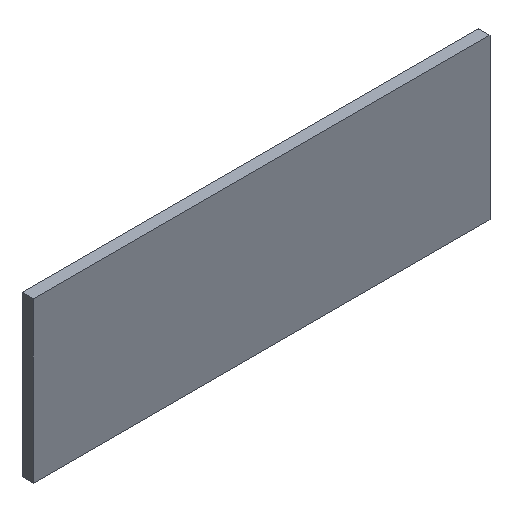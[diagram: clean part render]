
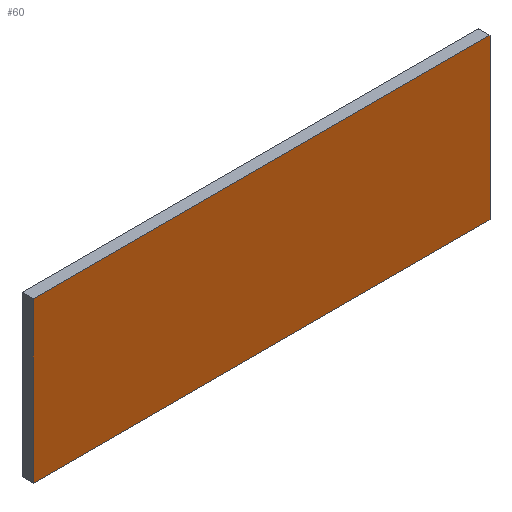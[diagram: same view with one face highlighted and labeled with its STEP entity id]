
A CAD part, isometric view. The second image highlights one B-rep face of the part: STEP entity #60.
In plain terms, the highlighted planar face has unit normal (0, -1, 0).
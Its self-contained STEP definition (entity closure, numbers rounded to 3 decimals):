
#1 = VECTOR ( 'NONE', #55, 1000. ) ;
#2 = ORIENTED_EDGE ( 'NONE', *, *, #130, .F. ) ;
#17 = VERTEX_POINT ( 'NONE', #65 ) ;
#21 = DIRECTION ( 'NONE',  ( 1., 0., 0. ) ) ;
#28 = CARTESIAN_POINT ( 'NONE',  ( 10., 0., -3.5 ) ) ;
#40 = EDGE_LOOP ( 'NONE', ( #86, #2, #95, #181 ) ) ;
#43 = CARTESIAN_POINT ( 'NONE',  ( -10., 0., 3.5 ) ) ;
#44 = CARTESIAN_POINT ( 'NONE',  ( 10., 0., 3.5 ) ) ;
#48 = FACE_OUTER_BOUND ( 'NONE', #40, .T. ) ;
#51 = LINE ( 'NONE', #100, #186 ) ;
#54 = DIRECTION ( 'NONE',  ( 0., 0., -1. ) ) ;
#55 = DIRECTION ( 'NONE',  ( -1., 0., 0. ) ) ;
#56 = VECTOR ( 'NONE', #139, 1000. ) ;
#60 = ADVANCED_FACE ( 'NONE', ( #48 ), #114, .F. ) ;
#65 = CARTESIAN_POINT ( 'NONE',  ( -10., 0., 3.5 ) ) ;
#74 = VECTOR ( 'NONE', #54, 1000. ) ;
#75 = DIRECTION ( 'NONE',  ( 0., 1., 0. ) ) ;
#80 = CARTESIAN_POINT ( 'NONE',  ( 10., 0., 3.5 ) ) ;
#86 = ORIENTED_EDGE ( 'NONE', *, *, #185, .F. ) ;
#95 = ORIENTED_EDGE ( 'NONE', *, *, #156, .F. ) ;
#100 = CARTESIAN_POINT ( 'NONE',  ( 10., 0., 3.5 ) ) ;
#102 = EDGE_CURVE ( 'NONE', #17, #162, #51, .T. ) ;
#114 = PLANE ( 'NONE',  #153 ) ;
#116 = DIRECTION ( 'NONE',  ( 0., 0., 1. ) ) ;
#119 = LINE ( 'NONE', #28, #1 ) ;
#125 = VERTEX_POINT ( 'NONE', #184 ) ;
#130 = EDGE_CURVE ( 'NONE', #125, #159, #119, .T. ) ;
#135 = LINE ( 'NONE', #44, #74 ) ;
#139 = DIRECTION ( 'NONE',  ( 0., 0., 1. ) ) ;
#151 = CARTESIAN_POINT ( 'NONE',  ( -10., 0., -3.5 ) ) ;
#153 = AXIS2_PLACEMENT_3D ( 'NONE', #182, #75, #116 ) ;
#155 = LINE ( 'NONE', #43, #56 ) ;
#156 = EDGE_CURVE ( 'NONE', #162, #125, #135, .T. ) ;
#159 = VERTEX_POINT ( 'NONE', #151 ) ;
#162 = VERTEX_POINT ( 'NONE', #80 ) ;
#181 = ORIENTED_EDGE ( 'NONE', *, *, #102, .F. ) ;
#182 = CARTESIAN_POINT ( 'NONE',  ( 0., 0., 0. ) ) ;
#184 = CARTESIAN_POINT ( 'NONE',  ( 10., 0., -3.5 ) ) ;
#185 = EDGE_CURVE ( 'NONE', #159, #17, #155, .T. ) ;
#186 = VECTOR ( 'NONE', #21, 1000. ) ;
